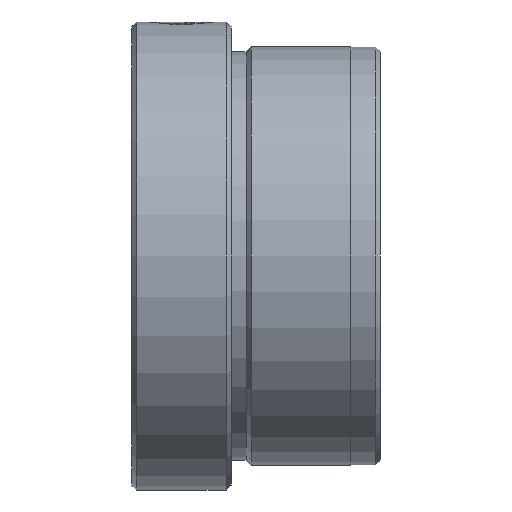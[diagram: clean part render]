
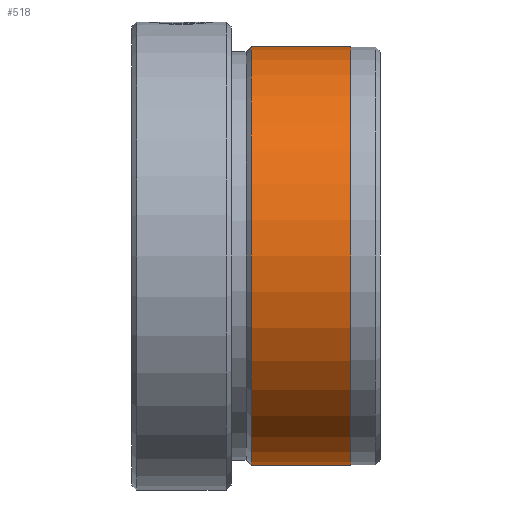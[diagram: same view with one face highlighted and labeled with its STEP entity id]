
A CAD part, left-side view. The second image highlights one B-rep face of the part: STEP entity #518.
In plain terms, the highlighted cylindrical face has radius 21 mm (diameter 42 mm), a partial arc.
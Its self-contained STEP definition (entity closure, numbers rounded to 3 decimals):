
#31 = CARTESIAN_POINT ( 'NONE',  ( 0., 0., 21. ) ) ;
#50 = VECTOR ( 'NONE', #951, 1000. ) ;
#137 = CARTESIAN_POINT ( 'NONE',  ( 0., -22., 0. ) ) ;
#186 = AXIS2_PLACEMENT_3D ( 'NONE', #137, #1115, #284 ) ;
#261 = VERTEX_POINT ( 'NONE', #872 ) ;
#284 = DIRECTION ( 'NONE',  ( 0., 0., 1. ) ) ;
#298 = CARTESIAN_POINT ( 'NONE',  ( 0., -22., 21. ) ) ;
#316 = CARTESIAN_POINT ( 'NONE',  ( 0., -12., 0. ) ) ;
#400 = EDGE_CURVE ( 'NONE', #762, #1678, #943, .T. ) ;
#425 = DIRECTION ( 'NONE',  ( 0., 1., 0. ) ) ;
#450 = DIRECTION ( 'NONE',  ( 0., 0., 1. ) ) ;
#492 = EDGE_CURVE ( 'NONE', #261, #762, #1448, .T. ) ;
#505 = LINE ( 'NONE', #1757, #50 ) ;
#518 = ADVANCED_FACE ( 'NONE', ( #674 ), #1712, .T. ) ;
#563 = VECTOR ( 'NONE', #955, 1000. ) ;
#579 = AXIS2_PLACEMENT_3D ( 'NONE', #715, #425, #1522 ) ;
#585 = EDGE_CURVE ( 'NONE', #1189, #1678, #923, .T. ) ;
#674 = FACE_OUTER_BOUND ( 'NONE', #793, .T. ) ;
#697 = CARTESIAN_POINT ( 'NONE',  ( 0., -12., -21. ) ) ;
#715 = CARTESIAN_POINT ( 'NONE',  ( 0., 0., 0. ) ) ;
#762 = VERTEX_POINT ( 'NONE', #298 ) ;
#793 = EDGE_LOOP ( 'NONE', ( #816, #1304, #1483, #1026 ) ) ;
#816 = ORIENTED_EDGE ( 'NONE', *, *, #1465, .F. ) ;
#872 = CARTESIAN_POINT ( 'NONE',  ( 0., -22., -21. ) ) ;
#923 = CIRCLE ( 'NONE', #1704, 21. ) ;
#943 = LINE ( 'NONE', #31, #563 ) ;
#951 = DIRECTION ( 'NONE',  ( 0., 1., 0. ) ) ;
#955 = DIRECTION ( 'NONE',  ( 0., 1., 0. ) ) ;
#1026 = ORIENTED_EDGE ( 'NONE', *, *, #585, .F. ) ;
#1115 = DIRECTION ( 'NONE',  ( 0., 1., 0. ) ) ;
#1134 = CARTESIAN_POINT ( 'NONE',  ( 0., -12., 21. ) ) ;
#1189 = VERTEX_POINT ( 'NONE', #697 ) ;
#1285 = DIRECTION ( 'NONE',  ( 0., 1., 0. ) ) ;
#1304 = ORIENTED_EDGE ( 'NONE', *, *, #492, .T. ) ;
#1448 = CIRCLE ( 'NONE', #186, 21. ) ;
#1465 = EDGE_CURVE ( 'NONE', #261, #1189, #505, .T. ) ;
#1483 = ORIENTED_EDGE ( 'NONE', *, *, #400, .T. ) ;
#1522 = DIRECTION ( 'NONE',  ( 0., 0., 1. ) ) ;
#1678 = VERTEX_POINT ( 'NONE', #1134 ) ;
#1704 = AXIS2_PLACEMENT_3D ( 'NONE', #316, #1285, #450 ) ;
#1712 = CYLINDRICAL_SURFACE ( 'NONE', #579, 21. ) ;
#1757 = CARTESIAN_POINT ( 'NONE',  ( 0., 0., -21. ) ) ;
